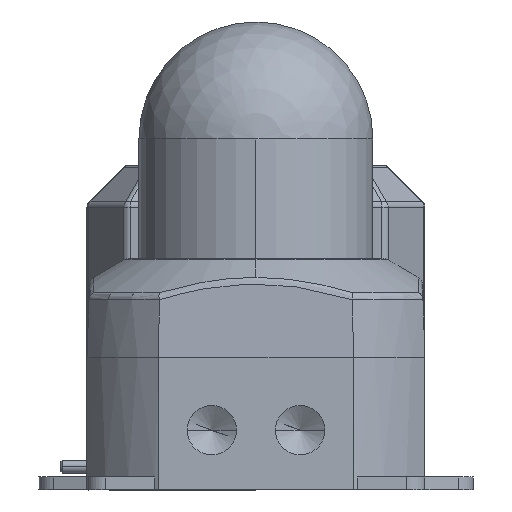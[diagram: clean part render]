
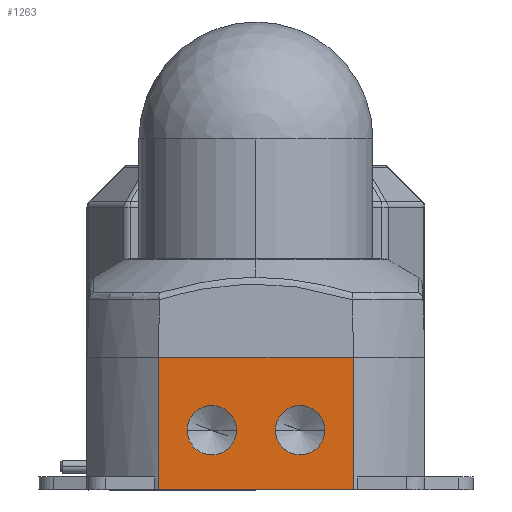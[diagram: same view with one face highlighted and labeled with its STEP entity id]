
A CAD part, front view. The second image highlights one B-rep face of the part: STEP entity #1263.
In plain terms, the highlighted planar face has unit normal (0, -1, 0).
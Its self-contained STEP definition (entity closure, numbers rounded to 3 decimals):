
#103 = VERTEX_POINT ( 'NONE', #9602 ) ;
#301 = DIRECTION ( 'NONE',  ( 1., 0., 0. ) ) ;
#322 = ORIENTED_EDGE ( 'NONE', *, *, #5952, .F. ) ;
#553 = DIRECTION ( 'NONE',  ( 0., 0., 1. ) ) ;
#643 = VERTEX_POINT ( 'NONE', #2035 ) ;
#1083 = CARTESIAN_POINT ( 'NONE',  ( -25., -460.1, -46. ) ) ;
#1093 = VERTEX_POINT ( 'NONE', #9442 ) ;
#1121 = CARTESIAN_POINT ( 'NONE',  ( -17., -460.1, -28. ) ) ;
#1263 = ADVANCED_FACE ( 'NONE', ( #9389, #1914, #5244 ), #8566, .F. ) ;
#1291 = ORIENTED_EDGE ( 'NONE', *, *, #5621, .T. ) ;
#1469 = VERTEX_POINT ( 'NONE', #2124 ) ;
#1914 = FACE_BOUND ( 'NONE', #3074, .T. ) ;
#2035 = CARTESIAN_POINT ( 'NONE',  ( -37.417, -460.1, -51. ) ) ;
#2084 = CARTESIAN_POINT ( 'NONE',  ( -37.417, -460.1, 0. ) ) ;
#2124 = CARTESIAN_POINT ( 'NONE',  ( 37.417, -460.1, -51. ) ) ;
#2199 = DIRECTION ( 'NONE',  ( 1., 0., 0. ) ) ;
#2202 = AXIS2_PLACEMENT_3D ( 'NONE', #4452, #7776, #301 ) ;
#2212 = LINE ( 'NONE', #8042, #9145 ) ;
#2225 = AXIS2_PLACEMENT_3D ( 'NONE', #6342, #9664, #2199 ) ;
#2350 = ORIENTED_EDGE ( 'NONE', *, *, #9919, .F. ) ;
#2356 = CIRCLE ( 'NONE', #8457, 9.487 ) ;
#2620 = CARTESIAN_POINT ( 'NONE',  ( -37.417, -460.1, 0. ) ) ;
#2646 = DIRECTION ( 'NONE',  ( 0., -1., 0. ) ) ;
#2743 = EDGE_LOOP ( 'NONE', ( #2350, #5630 ) ) ;
#2790 = ORIENTED_EDGE ( 'NONE', *, *, #4102, .F. ) ;
#2891 = CARTESIAN_POINT ( 'NONE',  ( -25., -460.1, -51. ) ) ;
#3074 = EDGE_LOOP ( 'NONE', ( #2790, #6071 ) ) ;
#3172 = LINE ( 'NONE', #6502, #3909 ) ;
#3618 = VERTEX_POINT ( 'NONE', #10480 ) ;
#3704 = ORIENTED_EDGE ( 'NONE', *, *, #8312, .F. ) ;
#3909 = VECTOR ( 'NONE', #9825, 1000. ) ;
#4102 = EDGE_CURVE ( 'NONE', #7567, #10361, #5016, .T. ) ;
#4416 = DIRECTION ( 'NONE',  ( 0., 1., 0. ) ) ;
#4452 = CARTESIAN_POINT ( 'NONE',  ( 17., -460.1, -28. ) ) ;
#4463 = DIRECTION ( 'NONE',  ( 0., -1., 0. ) ) ;
#4670 = CARTESIAN_POINT ( 'NONE',  ( -7.513, -460.1, -28. ) ) ;
#5016 = CIRCLE ( 'NONE', #9714, 9.487 ) ;
#5244 = FACE_BOUND ( 'NONE', #2743, .T. ) ;
#5350 = AXIS2_PLACEMENT_3D ( 'NONE', #1083, #4416, #7739 ) ;
#5415 = DIRECTION ( 'NONE',  ( 1., 0., 0. ) ) ;
#5451 = EDGE_CURVE ( 'NONE', #1469, #3618, #3172, .T. ) ;
#5534 = CIRCLE ( 'NONE', #2225, 9.487 ) ;
#5621 = EDGE_CURVE ( 'NONE', #643, #1469, #10354, .T. ) ;
#5630 = ORIENTED_EDGE ( 'NONE', *, *, #8963, .F. ) ;
#5952 = EDGE_CURVE ( 'NONE', #643, #8525, #2212, .T. ) ;
#5971 = DIRECTION ( 'NONE',  ( 1., 0., 0. ) ) ;
#6071 = ORIENTED_EDGE ( 'NONE', *, *, #6143, .F. ) ;
#6143 = EDGE_CURVE ( 'NONE', #10361, #7567, #2356, .T. ) ;
#6228 = DIRECTION ( 'NONE',  ( 1., 0., 0. ) ) ;
#6342 = CARTESIAN_POINT ( 'NONE',  ( 17., -460.1, -28. ) ) ;
#6502 = CARTESIAN_POINT ( 'NONE',  ( 37.417, -460.1, -323.848 ) ) ;
#6916 = CIRCLE ( 'NONE', #2202, 9.487 ) ;
#7047 = LINE ( 'NONE', #2084, #10372 ) ;
#7567 = VERTEX_POINT ( 'NONE', #4670 ) ;
#7739 = DIRECTION ( 'NONE',  ( -1., 0., 0. ) ) ;
#7776 = DIRECTION ( 'NONE',  ( 0., -1., 0. ) ) ;
#7789 = DIRECTION ( 'NONE',  ( 1., 0., 0. ) ) ;
#7829 = EDGE_LOOP ( 'NONE', ( #1291, #7893, #3704, #322 ) ) ;
#7893 = ORIENTED_EDGE ( 'NONE', *, *, #5451, .T. ) ;
#8042 = CARTESIAN_POINT ( 'NONE',  ( -37.417, -460.1, -323.848 ) ) ;
#8312 = EDGE_CURVE ( 'NONE', #8525, #3618, #7047, .T. ) ;
#8341 = CARTESIAN_POINT ( 'NONE',  ( -26.487, -460.1, -28. ) ) ;
#8457 = AXIS2_PLACEMENT_3D ( 'NONE', #10118, #2646, #5971 ) ;
#8525 = VERTEX_POINT ( 'NONE', #2620 ) ;
#8566 = PLANE ( 'NONE',  #5350 ) ;
#8963 = EDGE_CURVE ( 'NONE', #103, #1093, #6916, .T. ) ;
#9145 = VECTOR ( 'NONE', #553, 1000. ) ;
#9389 = FACE_OUTER_BOUND ( 'NONE', #7829, .T. ) ;
#9442 = CARTESIAN_POINT ( 'NONE',  ( 26.487, -460.1, -28. ) ) ;
#9602 = CARTESIAN_POINT ( 'NONE',  ( 7.513, -460.1, -28. ) ) ;
#9664 = DIRECTION ( 'NONE',  ( 0., -1., 0. ) ) ;
#9714 = AXIS2_PLACEMENT_3D ( 'NONE', #1121, #4463, #7789 ) ;
#9825 = DIRECTION ( 'NONE',  ( 0., 0., 1. ) ) ;
#9919 = EDGE_CURVE ( 'NONE', #1093, #103, #5534, .T. ) ;
#10118 = CARTESIAN_POINT ( 'NONE',  ( -17., -460.1, -28. ) ) ;
#10353 = VECTOR ( 'NONE', #6228, 1000. ) ;
#10354 = LINE ( 'NONE', #2891, #10353 ) ;
#10361 = VERTEX_POINT ( 'NONE', #8341 ) ;
#10372 = VECTOR ( 'NONE', #5415, 1000. ) ;
#10480 = CARTESIAN_POINT ( 'NONE',  ( 37.417, -460.1, 0. ) ) ;
